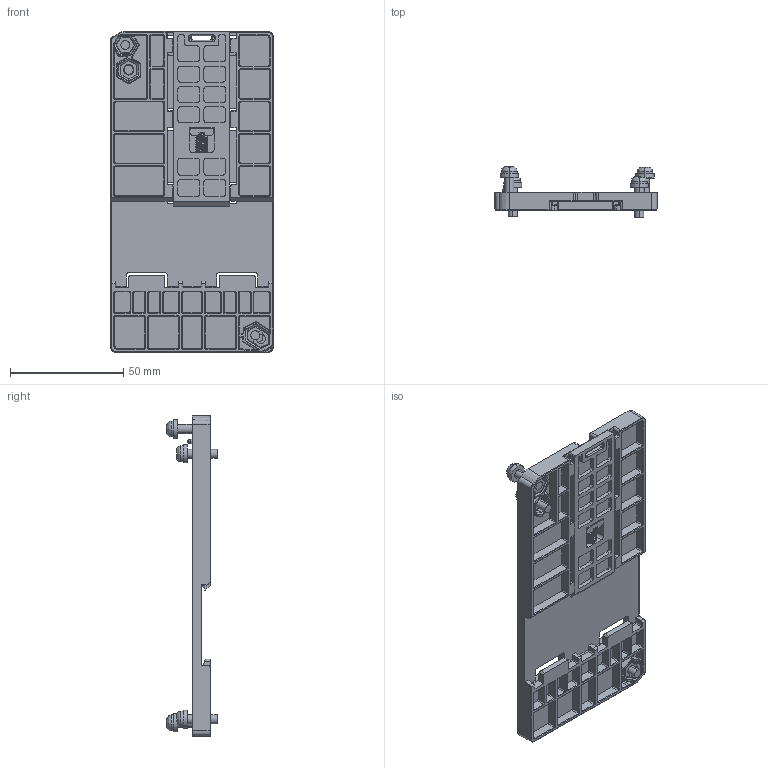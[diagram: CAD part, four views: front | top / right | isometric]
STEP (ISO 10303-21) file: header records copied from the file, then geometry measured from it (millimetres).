
FILE_DESCRIPTION (( 'STEP AP214' ), '1' );
FILE_NAME ('MKM-DRB-PD-3D01 r1.STEP', '2020-03-10T20:36:40', ( '' ), ( '' ), 'SwSTEP 2.0', 'SolidWorks 2017', '' );
FILE_SCHEMA (( 'AUTOMOTIVE_DESIGN' ));
Length unit declared in the file: inch
Products named in the file (1): MKM-DRB-PD-3D01 r1
Bounding box: 72 x 22.2 x 142 mm (x, y, z)
Volume: 42372.7 mm3; surface area: 40176.5 mm2
Topology: 10 solids, 10 shells, 2149 faces, 5630 edges, 3570 vertices
Faces by surface type: plane 928, cylinder 821, bspline 270, sphere 54, cone 54, torus 22
Entity records: 112132 total; most frequent: CARTESIAN_POINT 42441, ORIENTED_EDGE 11238, DIRECTION 7970, EDGE_CURVE 5619, VERTEX_POINT 3570, VECTOR 3012, LINE 3012, AXIS2_PLACEMENT_3D 2479
